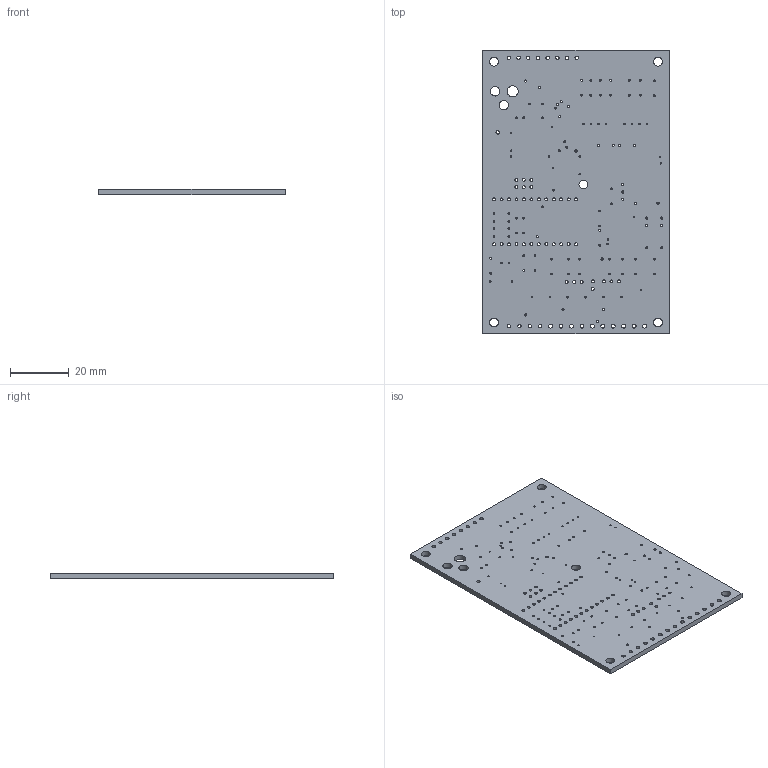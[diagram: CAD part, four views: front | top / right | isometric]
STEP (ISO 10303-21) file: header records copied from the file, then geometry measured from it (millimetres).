
FILE_DESCRIPTION(('FreeCAD Model'),'2;1');
FILE_NAME('Open CASCADE Shape Model','2022-03-30T21:31:12',('Author'),( ''),'Open CASCADE STEP processor 7.5','FreeCAD','Unknown');
FILE_SCHEMA(('AUTOMOTIVE_DESIGN { 1 0 10303 214 1 1 1 1 }'));
Length unit declared in the file: millimetre
Products named in the file (1): Body
Bounding box: 63.5 x 96.52 x 1.78 mm (x, y, z)
Volume: 10613.6 mm3; surface area: 13449.4 mm2
Topology: 1 solids, 1 shells, 198 faces, 588 edges, 392 vertices
Faces by surface type: cylinder 192, plane 6
Full cylindrical faces by diameter (mm): 0.498 x11, 0.51 x19, 0.523 x3, 0.623 x3, 0.635 x35, 0.647 x31, 0.722 x3, 0.735 x6, 0.747 x12, 0.996 x6, 1.009 x29, 1.021 x3, 1.17 x13, 1.32 x10, 3.038 x1, 3.05 x4, 3.163 x1, 3.187 x1, 3.81 x1
Entity records: 15886 total; most frequent: CARTESIAN_POINT 3507, DIRECTION 2354, ORIENTED_EDGE 1176, PCURVE 1176, DEFINITIONAL_REPRESENTATION 1176, LINE 996, VECTOR 996, EDGE_CURVE 588
